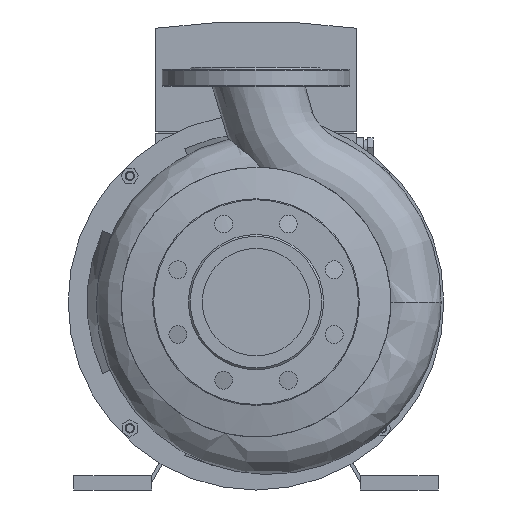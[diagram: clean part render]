
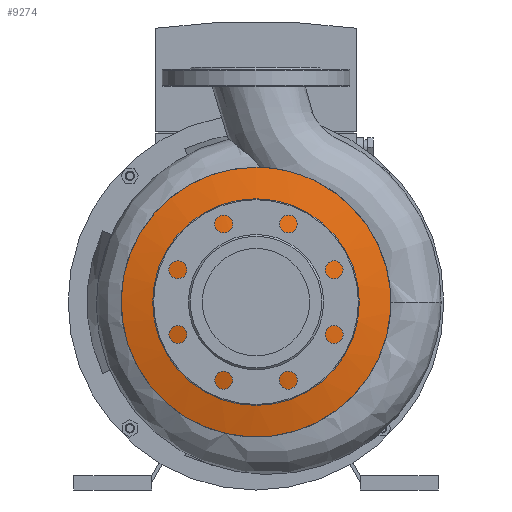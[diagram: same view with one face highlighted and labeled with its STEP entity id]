
A CAD part, left-side view. The second image highlights one B-rep face of the part: STEP entity #9274.
In plain terms, the highlighted conical face has half-angle 76.979 degrees and reference radius 107.845 mm.
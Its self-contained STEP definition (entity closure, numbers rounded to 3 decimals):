
#34=CONICAL_SURFACE('',#10189,107.845,1.344);
#362=FACE_BOUND('',#2266,.T.);
#771=CIRCLE('',#10190,143.54);
#772=CIRCLE('',#10191,72.15);
#1601=FACE_OUTER_BOUND('',#2265,.T.);
#2265=EDGE_LOOP('',(#8594,#8595));
#2266=EDGE_LOOP('',(#8596));
#2364=B_SPLINE_CURVE_WITH_KNOTS('',3,(#19288,#19289,#19290,#19291),
 .UNSPECIFIED.,.F.,.F.,(4,4),(44.564,46.546),
 .UNSPECIFIED.);
#4784=VERTEX_POINT('',#19270);
#4785=VERTEX_POINT('',#19287);
#4795=VERTEX_POINT('',#19398);
#6057=EDGE_CURVE('',#4785,#4784,#2364,.T.);
#6073=EDGE_CURVE('',#4784,#4785,#771,.T.);
#6074=EDGE_CURVE('',#4795,#4795,#772,.T.);
#8594=ORIENTED_EDGE('',*,*,#6057,.T.);
#8595=ORIENTED_EDGE('',*,*,#6073,.T.);
#8596=ORIENTED_EDGE('',*,*,#6074,.F.);
#9274=ADVANCED_FACE('',(#1601,#362),#34,.T.);
#10189=AXIS2_PLACEMENT_3D('',#19396,#12757,#12758);
#10190=AXIS2_PLACEMENT_3D('',#19397,#12759,#12760);
#10191=AXIS2_PLACEMENT_3D('',#19399,#12761,#12762);
#12757=DIRECTION('center_axis',(1.,0.,0.));
#12758=DIRECTION('ref_axis',(0.,0.,1.));
#12759=DIRECTION('center_axis',(-1.,0.,0.));
#12760=DIRECTION('ref_axis',(0.,0.,1.));
#12761=DIRECTION('center_axis',(-1.,0.,0.));
#12762=DIRECTION('ref_axis',(0.,0.,1.));
#19270=CARTESIAN_POINT('',(-45.991,-47.859,335.326));
#19287=CARTESIAN_POINT('',(-45.991,-61.768,329.57));
#19288=CARTESIAN_POINT('Ctrl Pts',(-45.991,-61.768,329.57));
#19289=CARTESIAN_POINT('Ctrl Pts',(-46.059,-57.055,
331.491));
#19290=CARTESIAN_POINT('Ctrl Pts',(-46.067,-52.458,
333.351));
#19291=CARTESIAN_POINT('Ctrl Pts',(-45.991,-47.859,335.326));
#19396=CARTESIAN_POINT('Origin',(-54.246,0.,200.));
#19397=CARTESIAN_POINT('Origin',(-45.991,0.,200.));
#19398=CARTESIAN_POINT('',(-62.5,0.,272.15));
#19399=CARTESIAN_POINT('Origin',(-62.5,0.,200.));
